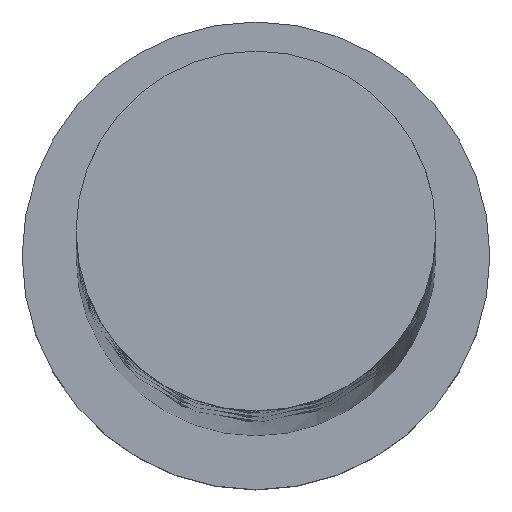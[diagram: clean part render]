
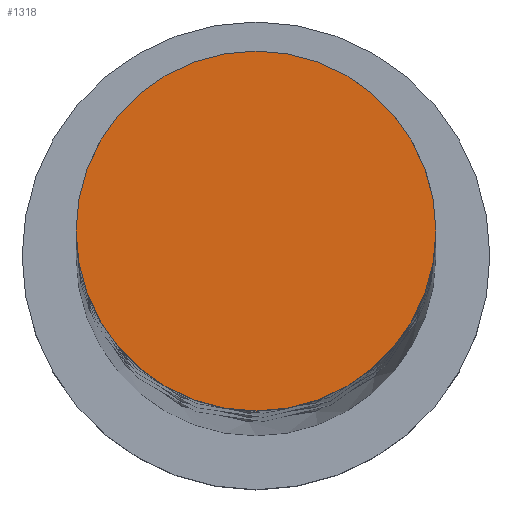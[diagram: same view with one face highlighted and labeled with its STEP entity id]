
A CAD part, top view. The second image highlights one B-rep face of the part: STEP entity #1318.
In plain terms, the highlighted planar face has unit normal (0, 0, 1).
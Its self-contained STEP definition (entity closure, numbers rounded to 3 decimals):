
#103 = DIRECTION ( 'NONE',  ( 0., 0., 1. ) ) ;
#118 = VERTEX_POINT ( 'NONE', #1215 ) ;
#459 = EDGE_CURVE ( 'NONE', #118, #1301, #685, .T. ) ;
#536 = AXIS2_PLACEMENT_3D ( 'NONE', #1503, #1686, #1872 ) ;
#643 = CIRCLE ( 'NONE', #536, 10. ) ;
#685 = CIRCLE ( 'NONE', #1489, 10. ) ;
#996 = EDGE_CURVE ( 'NONE', #1301, #118, #643, .T. ) ;
#1004 = PLANE ( 'NONE',  #1749 ) ;
#1041 = ORIENTED_EDGE ( 'NONE', *, *, #996, .T. ) ;
#1057 = CARTESIAN_POINT ( 'NONE',  ( 0., 0., 800. ) ) ;
#1215 = CARTESIAN_POINT ( 'NONE',  ( 10., 0., 800. ) ) ;
#1276 = CARTESIAN_POINT ( 'NONE',  ( 0., 0., 800. ) ) ;
#1301 = VERTEX_POINT ( 'NONE', #2334 ) ;
#1318 = ADVANCED_FACE ( 'NONE', ( #1418 ), #1004, .T. ) ;
#1418 = FACE_OUTER_BOUND ( 'NONE', #2002, .T. ) ;
#1489 = AXIS2_PLACEMENT_3D ( 'NONE', #1276, #2012, #1854 ) ;
#1491 = ORIENTED_EDGE ( 'NONE', *, *, #459, .T. ) ;
#1503 = CARTESIAN_POINT ( 'NONE',  ( 0., 0., 800. ) ) ;
#1556 = DIRECTION ( 'NONE',  ( 1., 0., 0. ) ) ;
#1686 = DIRECTION ( 'NONE',  ( 0., 0., 1. ) ) ;
#1749 = AXIS2_PLACEMENT_3D ( 'NONE', #1057, #103, #1556 ) ;
#1854 = DIRECTION ( 'NONE',  ( 1., 0., 0. ) ) ;
#1872 = DIRECTION ( 'NONE',  ( 1., 0., 0. ) ) ;
#2002 = EDGE_LOOP ( 'NONE', ( #1041, #1491 ) ) ;
#2012 = DIRECTION ( 'NONE',  ( 0., 0., 1. ) ) ;
#2334 = CARTESIAN_POINT ( 'NONE',  ( -10., 0., 800. ) ) ;
